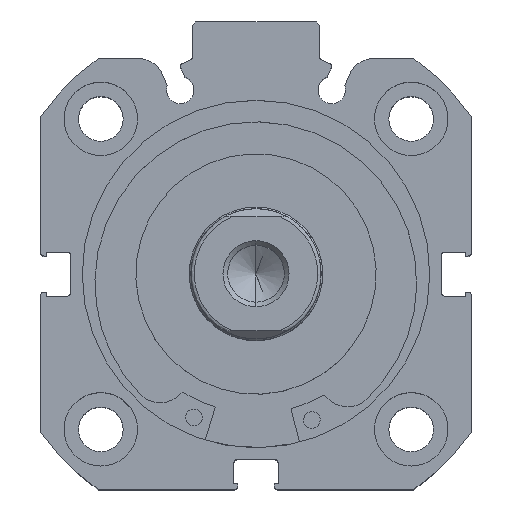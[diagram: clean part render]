
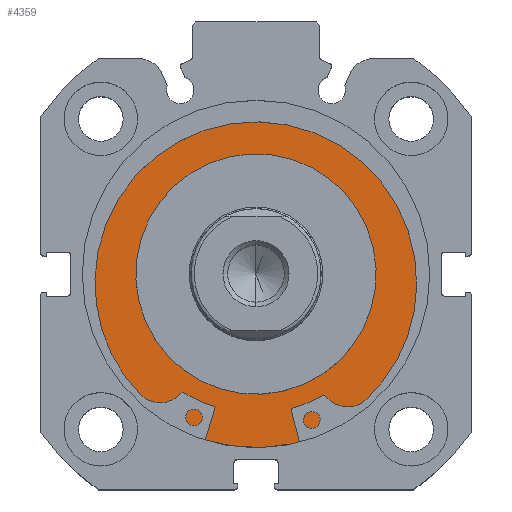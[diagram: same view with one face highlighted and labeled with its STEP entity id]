
A CAD part, top view. The second image highlights one B-rep face of the part: STEP entity #4359.
In plain terms, the highlighted face is planar.
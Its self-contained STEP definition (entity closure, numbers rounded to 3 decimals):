
#184 = CARTESIAN_POINT ( 'NONE',  ( 3.5, 0., 18. ) ) ;
#342 = CARTESIAN_POINT ( 'NONE',  ( 3.5, 0., -26. ) ) ;
#344 = CARTESIAN_POINT ( 'NONE',  ( 3.5, 0., -18. ) ) ;
#629 = CARTESIAN_POINT ( 'NONE',  ( 3.5, 0., 26. ) ) ;
#1113 = VERTEX_POINT ( 'NONE', #629 ) ;
#1114 = VERTEX_POINT ( 'NONE', #342 ) ;
#1119 = VERTEX_POINT ( 'NONE', #344 ) ;
#1120 = VERTEX_POINT ( 'NONE', #184 ) ;
#1381 = ORIENTED_EDGE ( 'NONE', *, *, #2211, .T. ) ;
#1386 = ORIENTED_EDGE ( 'NONE', *, *, #2210, .F. ) ;
#1445 = EDGE_LOOP ( 'NONE', ( #1461, #1386 ) ) ;
#1461 = ORIENTED_EDGE ( 'NONE', *, *, #2202, .F. ) ;
#1576 = ORIENTED_EDGE ( 'NONE', *, *, #2196, .T. ) ;
#1620 = EDGE_LOOP ( 'NONE', ( #1576, #1381 ) ) ;
#2196 = EDGE_CURVE ( 'NONE', #1113, #1114, #5421, .T. ) ;
#2202 = EDGE_CURVE ( 'NONE', #1120, #1119, #5430, .T. ) ;
#2210 = EDGE_CURVE ( 'NONE', #1119, #1120, #5440, .T. ) ;
#2211 = EDGE_CURVE ( 'NONE', #1114, #1113, #5441, .T. ) ;
#2552 = AXIS2_PLACEMENT_3D ( 'NONE', #5967, #5968, #5969 ) ;
#2554 = AXIS2_PLACEMENT_3D ( 'NONE', #5980, #5981, #5982 ) ;
#2561 = AXIS2_PLACEMENT_3D ( 'NONE', #5997, #6003, #6004 ) ;
#2562 = AXIS2_PLACEMENT_3D ( 'NONE', #6000, #6005, #6006 ) ;
#2770 = AXIS2_PLACEMENT_3D ( 'NONE', #3541, #3543, #3544 ) ;
#3118 = FACE_BOUND ( 'NONE', #1445, .T. ) ;
#3124 = FACE_OUTER_BOUND ( 'NONE', #1620, .T. ) ;
#3541 = CARTESIAN_POINT ( 'NONE',  ( 3.5, 26., 0. ) ) ;
#3542 = PLANE ( 'NONE',  #2770 ) ;
#3543 = DIRECTION ( 'NONE',  ( 1., 0., 0. ) ) ;
#3544 = DIRECTION ( 'NONE',  ( 0., 0., -1. ) ) ;
#4359 = ADVANCED_FACE ( 'NONE', ( #3118, #3124 ), #3542, .F. ) ;
#5421 = CIRCLE ( 'NONE', #2552, 26. ) ;
#5430 = CIRCLE ( 'NONE', #2554, 18. ) ;
#5440 = CIRCLE ( 'NONE', #2561, 18. ) ;
#5441 = CIRCLE ( 'NONE', #2562, 26. ) ;
#5967 = CARTESIAN_POINT ( 'NONE',  ( 3.5, 0., 0. ) ) ;
#5968 = DIRECTION ( 'NONE',  ( -1., 0., 0. ) ) ;
#5969 = DIRECTION ( 'NONE',  ( 0., 0., 1. ) ) ;
#5980 = CARTESIAN_POINT ( 'NONE',  ( 3.5, 0., 0. ) ) ;
#5981 = DIRECTION ( 'NONE',  ( -1., 0., 0. ) ) ;
#5982 = DIRECTION ( 'NONE',  ( 0., 0., 1. ) ) ;
#5997 = CARTESIAN_POINT ( 'NONE',  ( 3.5, 0., 0. ) ) ;
#6000 = CARTESIAN_POINT ( 'NONE',  ( 3.5, 0., 0. ) ) ;
#6003 = DIRECTION ( 'NONE',  ( -1., 0., 0. ) ) ;
#6004 = DIRECTION ( 'NONE',  ( 0., 0., 1. ) ) ;
#6005 = DIRECTION ( 'NONE',  ( -1., 0., 0. ) ) ;
#6006 = DIRECTION ( 'NONE',  ( 0., 0., 1. ) ) ;
